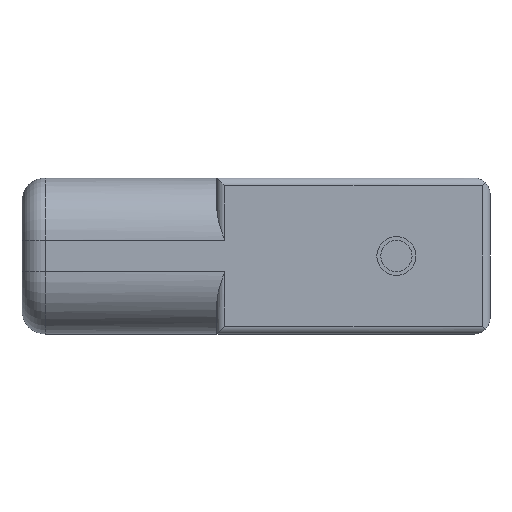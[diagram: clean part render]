
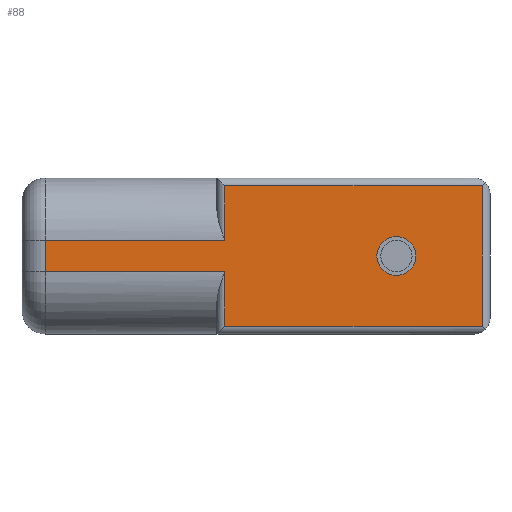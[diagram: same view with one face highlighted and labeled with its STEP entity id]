
A CAD part, left-side view. The second image highlights one B-rep face of the part: STEP entity #88.
In plain terms, the highlighted planar face has unit normal (-1, 0, 0).
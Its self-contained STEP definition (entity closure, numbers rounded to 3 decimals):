
#88=ADVANCED_FACE('',(#348,#350),#352,.T.);
#348=FACE_BOUND('',#349,.T.);
#349=EDGE_LOOP('',(#565,#566,#567,#568,#569,#570,#571,#572));
#350=FACE_BOUND('',#351,.T.);
#351=EDGE_LOOP('',(#573));
#352=PLANE('',#353);
#353=AXIS2_PLACEMENT_3D('',#354,#355,#356);
#354=CARTESIAN_POINT('',(-9.,17.5,0.));
#355=DIRECTION('',(-1.,0.,0.));
#356=DIRECTION('',(0.,-1.,0.));
#565=ORIENTED_EDGE('',*,*,#675,.F.);
#566=ORIENTED_EDGE('',*,*,#654,.T.);
#567=ORIENTED_EDGE('',*,*,#674,.T.);
#568=ORIENTED_EDGE('',*,*,#672,.F.);
#569=ORIENTED_EDGE('',*,*,#676,.F.);
#570=ORIENTED_EDGE('',*,*,#669,.T.);
#571=ORIENTED_EDGE('',*,*,#663,.F.);
#572=ORIENTED_EDGE('',*,*,#659,.F.);
#573=ORIENTED_EDGE('',*,*,#677,.F.);
#654=EDGE_CURVE('',#793,#791,#794,.T.);
#659=EDGE_CURVE('',#799,#801,#802,.T.);
#663=EDGE_CURVE('',#801,#806,#807,.T.);
#669=EDGE_CURVE('',#812,#806,#815,.T.);
#672=EDGE_CURVE('',#817,#819,#820,.T.);
#674=EDGE_CURVE('',#791,#819,#822,.T.);
#675=EDGE_CURVE('',#793,#799,#823,.T.);
#676=EDGE_CURVE('',#812,#817,#824,.T.);
#677=EDGE_CURVE('',#825,#825,#826,.T.);
#791=VERTEX_POINT('',#1399);
#793=VERTEX_POINT('',#1404);
#794=LINE('',#1405,#1406);
#799=VERTEX_POINT('',#1420);
#801=VERTEX_POINT('',#1454);
#802=LINE('',#1455,#1456);
#806=VERTEX_POINT('',#1470);
#807=LINE('',#1471,#1472);
#812=VERTEX_POINT('',#1487);
#815=LINE('',#1525,#1526);
#817=VERTEX_POINT('',#1531);
#819=VERTEX_POINT('',#1536);
#820=LINE('',#1537,#1538);
#822=LINE('',#1544,#1545);
#823=LINE('',#1547,#1548);
#824=LINE('',#1550,#1551);
#825=VERTEX_POINT('',#1553);
#826=CIRCLE('',#1554,2.5);
#1399=CARTESIAN_POINT('',(-9.,-16.5,1.));
#1404=CARTESIAN_POINT('',(-9.,16.5,1.));
#1405=CARTESIAN_POINT('',(-9.,16.5,1.));
#1406=VECTOR('',#1407,1.);
#1407=DIRECTION('',(0.,-1.,0.));
#1420=CARTESIAN_POINT('',(-9.,16.5,8.));
#1454=CARTESIAN_POINT('',(-9.,39.5,8.));
#1455=CARTESIAN_POINT('',(-9.,16.5,8.));
#1456=VECTOR('',#1457,1.);
#1457=DIRECTION('',(0.,1.,0.));
#1470=CARTESIAN_POINT('',(-9.,39.5,12.));
#1471=CARTESIAN_POINT('',(-9.,39.5,8.));
#1472=VECTOR('',#1473,1.);
#1473=DIRECTION('',(0.,0.,1.));
#1487=CARTESIAN_POINT('',(-9.,16.5,12.));
#1525=CARTESIAN_POINT('',(-9.,16.5,12.));
#1526=VECTOR('',#1527,1.);
#1527=DIRECTION('',(0.,1.,0.));
#1531=CARTESIAN_POINT('',(-9.,16.5,19.));
#1536=CARTESIAN_POINT('',(-9.,-16.5,19.));
#1537=CARTESIAN_POINT('',(-9.,16.5,19.));
#1538=VECTOR('',#1539,1.);
#1539=DIRECTION('',(0.,-1.,0.));
#1544=CARTESIAN_POINT('',(-9.,-16.5,1.));
#1545=VECTOR('',#1546,1.);
#1546=DIRECTION('',(0.,0.,1.));
#1547=CARTESIAN_POINT('',(-9.,16.5,1.));
#1548=VECTOR('',#1549,1.);
#1549=DIRECTION('',(0.,0.,1.));
#1550=CARTESIAN_POINT('',(-9.,16.5,12.));
#1551=VECTOR('',#1552,1.);
#1552=DIRECTION('',(0.,0.,1.));
#1553=CARTESIAN_POINT('',(-9.,-8.,10.));
#1554=AXIS2_PLACEMENT_3D('',#1555,#1556,#1557);
#1555=CARTESIAN_POINT('',(-9.,-5.5,10.));
#1556=DIRECTION('',(-1.,0.,0.));
#1557=DIRECTION('',(0.,-1.,0.));
